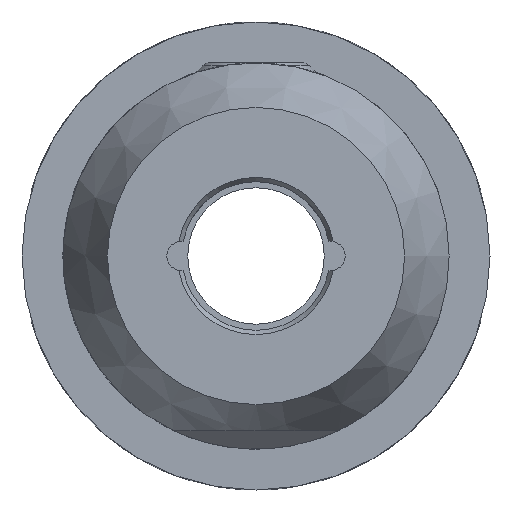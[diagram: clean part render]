
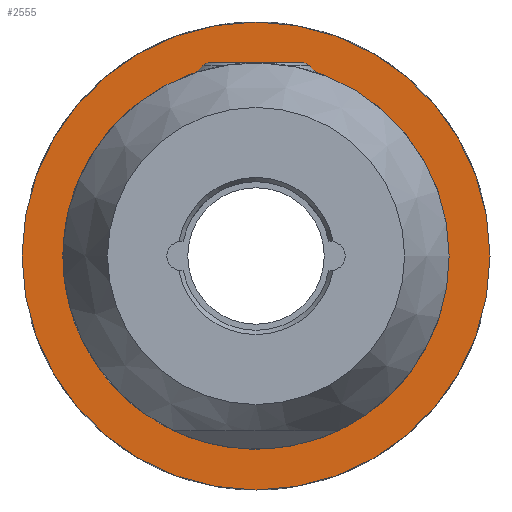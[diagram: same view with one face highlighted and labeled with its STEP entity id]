
A CAD part, left-side view. The second image highlights one B-rep face of the part: STEP entity #2555.
In plain terms, the highlighted planar face has unit normal (-1, 0, 0).
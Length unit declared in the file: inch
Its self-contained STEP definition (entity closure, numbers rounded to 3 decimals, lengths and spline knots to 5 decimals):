
#59=FACE_BOUND('',#555,.T.);
#112=PLANE('',#2837);
#399=FACE_OUTER_BOUND('',#554,.T.);
#554=EDGE_LOOP('',(#2250,#2251));
#555=EDGE_LOOP('',(#2252,#2253));
#810=CIRCLE('',#2638,1.24016);
#811=CIRCLE('',#2639,1.24016);
#908=CIRCLE('',#2835,1.01575);
#909=CIRCLE('',#2836,1.01575);
#975=VERTEX_POINT('',#3967);
#976=VERTEX_POINT('',#3969);
#1158=VERTEX_POINT('',#5656);
#1159=VERTEX_POINT('',#5657);
#1250=EDGE_CURVE('',#975,#976,#810,.T.);
#1251=EDGE_CURVE('',#976,#975,#811,.T.);
#1523=EDGE_CURVE('',#1158,#1159,#908,.T.);
#1524=EDGE_CURVE('',#1159,#1158,#909,.T.);
#2250=ORIENTED_EDGE('',*,*,#1251,.F.);
#2251=ORIENTED_EDGE('',*,*,#1250,.F.);
#2252=ORIENTED_EDGE('',*,*,#1523,.T.);
#2253=ORIENTED_EDGE('',*,*,#1524,.T.);
#2555=ADVANCED_FACE('',(#399,#59),#112,.T.);
#2638=AXIS2_PLACEMENT_3D('',#3970,#2986,#2987);
#2639=AXIS2_PLACEMENT_3D('',#3971,#2988,#2989);
#2835=AXIS2_PLACEMENT_3D('',#5658,#3467,#3468);
#2836=AXIS2_PLACEMENT_3D('',#5659,#3469,#3470);
#2837=AXIS2_PLACEMENT_3D('',#5661,#3472,#3473);
#2986=DIRECTION('center_axis',(1.,0.,0.));
#2987=DIRECTION('ref_axis',(0.,1.,0.));
#2988=DIRECTION('center_axis',(1.,0.,0.));
#2989=DIRECTION('ref_axis',(0.,1.,0.));
#3467=DIRECTION('center_axis',(1.,0.,0.));
#3468=DIRECTION('ref_axis',(0.,1.,0.));
#3469=DIRECTION('center_axis',(1.,0.,0.));
#3470=DIRECTION('ref_axis',(0.,1.,0.));
#3472=DIRECTION('center_axis',(-1.,0.,0.));
#3473=DIRECTION('ref_axis',(0.,0.,1.));
#3967=CARTESIAN_POINT('',(-0.86614,-1.24016,0.));
#3969=CARTESIAN_POINT('',(-0.86614,1.24016,0.));
#3970=CARTESIAN_POINT('Origin',(-0.86614,0.,
0.));
#3971=CARTESIAN_POINT('Origin',(-0.86614,0.,
0.));
#5656=CARTESIAN_POINT('',(-0.86614,1.01575,0.));
#5657=CARTESIAN_POINT('',(-0.86614,-1.01575,0.));
#5658=CARTESIAN_POINT('Origin',(-0.86614,0.,
0.));
#5659=CARTESIAN_POINT('Origin',(-0.86614,0.,
0.));
#5661=CARTESIAN_POINT('Origin',(-0.86614,1.12795,0.));
